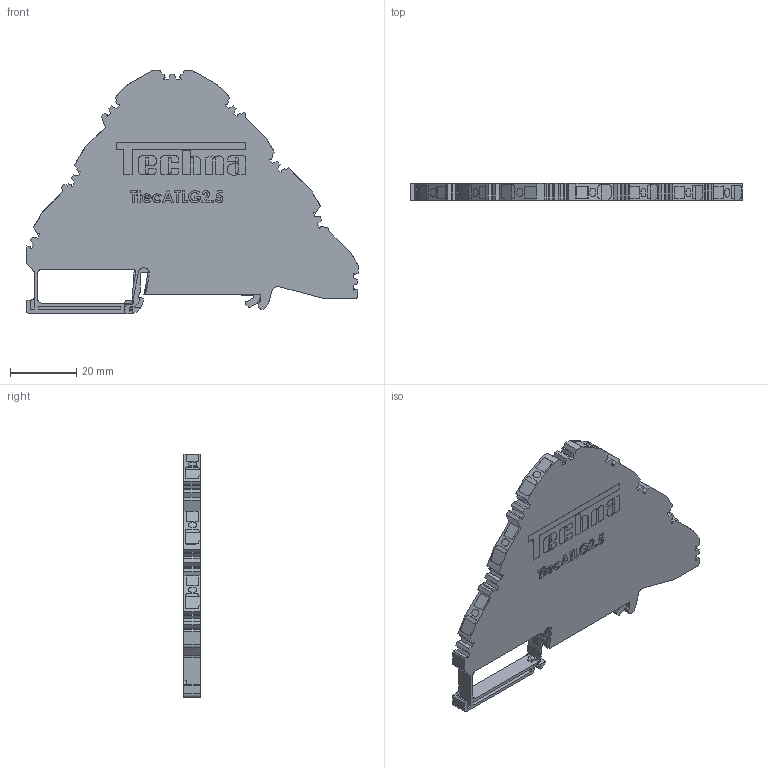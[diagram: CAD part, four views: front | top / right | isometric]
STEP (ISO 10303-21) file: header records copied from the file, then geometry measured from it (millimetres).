
FILE_DESCRIPTION (( 'STEP AP214' ), '1' );
FILE_NAME ('TtecATLG2.5.STEP', '2020-06-10T07:24:58', ( '' ), ( '' ), 'SwSTEP 2.0', 'SolidWorks 2020', '' );
FILE_SCHEMA (( 'AUTOMOTIVE_DESIGN' ));
Length unit declared in the file: millimetre
Products named in the file (1): TtecATLG2.5
Bounding box: 100 x 5 x 73.32 mm (x, y, z)
Volume: 21822.7 mm3; surface area: 11521.6 mm2
Topology: 1 solids, 1 shells, 1027 faces, 2900 edges, 1925 vertices
Faces by surface type: plane 672, cylinder 265, bspline 90
Entity records: 43661 total; most frequent: CARTESIAN_POINT 11333, ORIENTED_EDGE 5800, DIRECTION 5053, EDGE_CURVE 2900, LINE 2179, VECTOR 2179, VERTEX_POINT 1925, AXIS2_PLACEMENT_3D 1437
